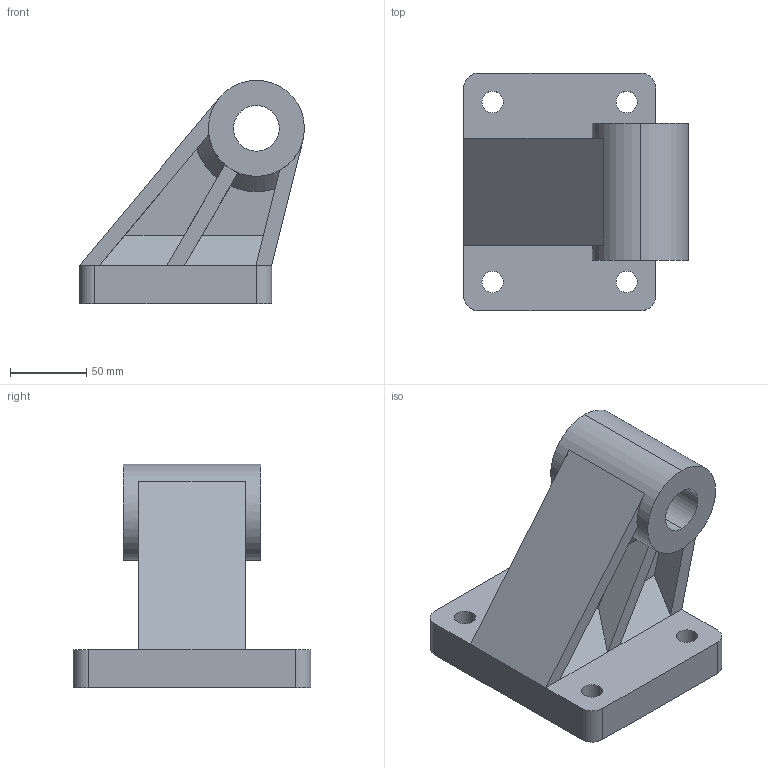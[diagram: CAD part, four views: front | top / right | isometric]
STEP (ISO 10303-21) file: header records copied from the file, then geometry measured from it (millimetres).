
FILE_DESCRIPTION (( 'STEP AP214' ), '1' );
FILE_NAME ('PMB 160 YB .STEP', '2013-12-16T08:49:32', ( '' ), ( '' ), 'SwSTEP 2.0', 'SolidWorks 2010', '' );
FILE_SCHEMA (( 'AUTOMOTIVE_DESIGN' ));
Length unit declared in the file: millimetre
Products named in the file (1): PMB  160  YB  
Bounding box: 147.5 x 156 x 146.5 mm (x, y, z)
Volume: 1062067.4 mm3; surface area: 114790 mm2
Topology: 1 solids, 1 shells, 54 faces, 143 edges, 91 vertices
Faces by surface type: plane 33, cylinder 16, cone 5
Entity records: 1742 total; most frequent: CARTESIAN_POINT 321, DIRECTION 294, ORIENTED_EDGE 286, EDGE_CURVE 143, AXIS2_PLACEMENT_3D 104, VERTEX_POINT 91, LINE 86, VECTOR 86
